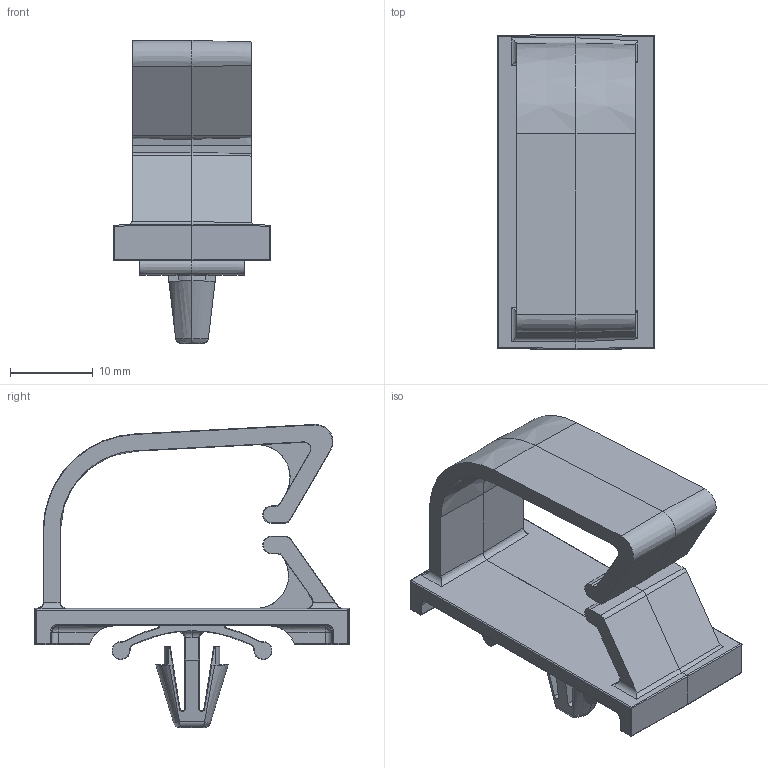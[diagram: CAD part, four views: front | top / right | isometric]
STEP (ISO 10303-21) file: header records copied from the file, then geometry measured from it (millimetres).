
FILE_DESCRIPTION(/* description */ (''),/* implementation_level */ '2;1');
FILE_NAME(/* name */ 'PANDUIT_BECP75H25_model.stp',/* time_stamp */ '2014-02-21T10:30:34-06:00',/* author */ (''),/* organization */ (''),/* preprocessor_version */ 'ST-DEVELOPER v11',/* originating_system */ 'SIEMENS PLM Software NX 7.5',/* authorisation */ '');
FILE_SCHEMA (('CONFIG_CONTROL_DESIGN'));
Length unit declared in the file: inch
Products named in the file (1): bwg9AC9ctsn
Bounding box: 19.05 x 38.1 x 36.69 mm (x, y, z)
Volume: 4281 mm3; surface area: 5680.2 mm2
Topology: 2 solids, 2 shells, 252 faces, 697 edges, 441 vertices
Faces by surface type: plane 96, cone 65, cylinder 55, bspline 16, sphere 8, torus 8, extrusion 4
Entity records: 8811 total; most frequent: CARTESIAN_POINT 2349, ORIENTED_EDGE 1378, DIRECTION 1332, EDGE_CURVE 689, AXIS2_PLACEMENT_3D 489, VERTEX_POINT 441, VECTOR 354, LINE 350
